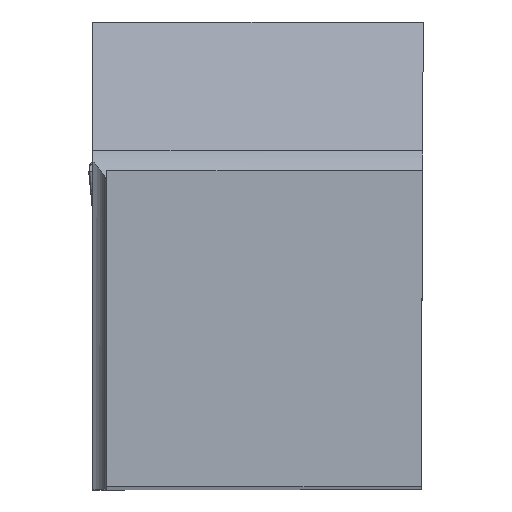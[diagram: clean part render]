
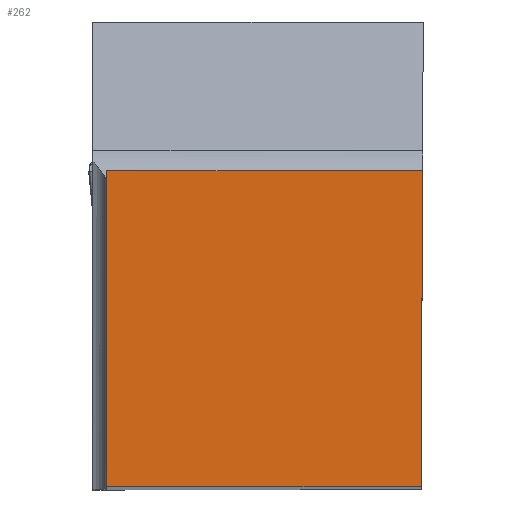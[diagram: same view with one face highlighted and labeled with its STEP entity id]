
A CAD part, top view. The second image highlights one B-rep face of the part: STEP entity #262.
In plain terms, the highlighted planar face has unit normal (0, 0, 1).
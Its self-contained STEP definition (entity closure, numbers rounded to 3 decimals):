
#262=ADVANCED_FACE('CU_BACK_SU1',(#419),#362,.F.);
#362=PLANE('',#2035);
#419=FACE_OUTER_BOUND('',#524,.T.);
#524=EDGE_LOOP('',(#792,#793,#794,#795));
#792=ORIENTED_EDGE('',*,*,#1460,.T.);
#793=ORIENTED_EDGE('',*,*,#1428,.T.);
#794=ORIENTED_EDGE('',*,*,#1431,.T.);
#795=ORIENTED_EDGE('',*,*,#1463,.F.);
#1240=VERTEX_POINT('',#2655);
#1247=VERTEX_POINT('',#2670);
#1249=VERTEX_POINT('',#2676);
#1262=VERTEX_POINT('',#2750);
#1428=EDGE_CURVE('',#1240,#1247,#1692,.T.);
#1431=EDGE_CURVE('',#1247,#1249,#1695,.T.);
#1460=EDGE_CURVE('',#1262,#1240,#1717,.T.);
#1463=EDGE_CURVE('',#1262,#1249,#1720,.T.);
#1692=LINE('',#2671,#1842);
#1695=LINE('',#2677,#1845);
#1717=LINE('',#2749,#1867);
#1720=LINE('',#2754,#1870);
#1842=VECTOR('',#2218,1.);
#1845=VECTOR('',#2223,1.);
#1867=VECTOR('',#2285,1.);
#1870=VECTOR('',#2290,1.);
#2035=AXIS2_PLACEMENT_3D('',#2755,#2291,#2292);
#2218=DIRECTION('',(0.004,1.,0.));
#2223=DIRECTION('',(-1.,0.,0.));
#2285=DIRECTION('',(1.,0.,0.));
#2290=DIRECTION('',(0.,1.,0.));
#2291=DIRECTION('',(0.,0.,-1.));
#2292=DIRECTION('',(0.,-1.,0.));
#2655=CARTESIAN_POINT('',(-0.087,0.,0.));
#2670=CARTESIAN_POINT('',(0.,19.875,0.));
#2671=CARTESIAN_POINT('',(0.088,39.975,0.));
#2676=CARTESIAN_POINT('',(-19.875,19.875,0.));
#2677=CARTESIAN_POINT('',(22.994,19.875,0.));
#2749=CARTESIAN_POINT('',(22.994,0.,0.));
#2750=CARTESIAN_POINT('',(-19.875,0.,0.));
#2754=CARTESIAN_POINT('',(-19.875,39.875,0.));
#2755=CARTESIAN_POINT('',(22.994,39.875,0.));
